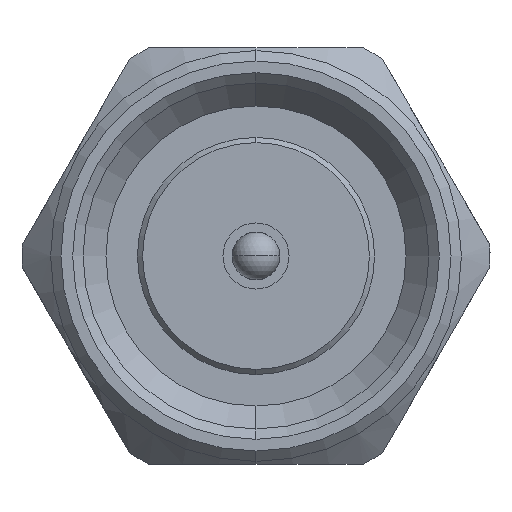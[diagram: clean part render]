
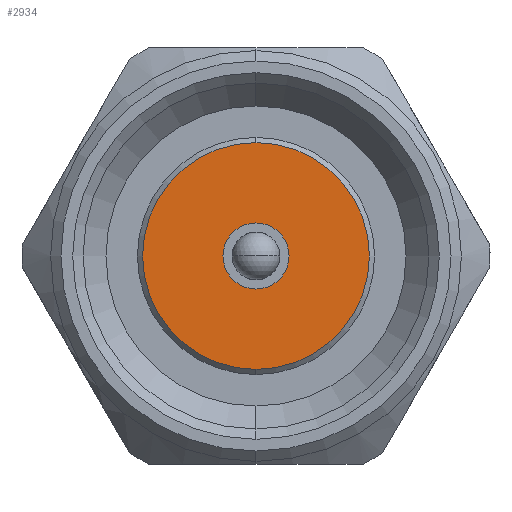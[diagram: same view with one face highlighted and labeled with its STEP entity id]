
A CAD part, left-side view. The second image highlights one B-rep face of the part: STEP entity #2934.
In plain terms, the highlighted planar face has unit normal (-1, 0, 0).
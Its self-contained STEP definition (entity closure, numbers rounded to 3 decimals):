
#172 = ORIENTED_EDGE ( 'NONE', *, *, #1202, .F. ) ;
#215 = DIRECTION ( 'NONE',  ( 0., 0., -1. ) ) ;
#229 = DIRECTION ( 'NONE',  ( 1., 0., 0. ) ) ;
#389 = VERTEX_POINT ( 'NONE', #2274 ) ;
#430 = EDGE_CURVE ( 'NONE', #2736, #2094, #1926, .T. ) ;
#516 = AXIS2_PLACEMENT_3D ( 'NONE', #1412, #2338, #215 ) ;
#534 = DIRECTION ( 'NONE',  ( 0., 0., -1. ) ) ;
#563 = EDGE_CURVE ( 'NONE', #389, #2557, #939, .T. ) ;
#732 = DIRECTION ( 'NONE',  ( 1., 0., 0. ) ) ;
#743 = FACE_OUTER_BOUND ( 'NONE', #1141, .T. ) ;
#870 = CIRCLE ( 'NONE', #1446, 0.635 ) ;
#939 = CIRCLE ( 'NONE', #2678, 0.635 ) ;
#966 = CARTESIAN_POINT ( 'NONE',  ( 3.967, 0., 0. ) ) ;
#1073 = DIRECTION ( 'NONE',  ( 0., 0., -1. ) ) ;
#1079 = CIRCLE ( 'NONE', #2823, 2.18 ) ;
#1127 = ORIENTED_EDGE ( 'NONE', *, *, #563, .T. ) ;
#1141 = EDGE_LOOP ( 'NONE', ( #2930, #172 ) ) ;
#1202 = EDGE_CURVE ( 'NONE', #2094, #2736, #1079, .T. ) ;
#1266 = DIRECTION ( 'NONE',  ( 1., 0., 0. ) ) ;
#1379 = FACE_BOUND ( 'NONE', #2284, .T. ) ;
#1412 = CARTESIAN_POINT ( 'NONE',  ( 3.967, 0., 0. ) ) ;
#1446 = AXIS2_PLACEMENT_3D ( 'NONE', #2356, #229, #1620 ) ;
#1519 = CARTESIAN_POINT ( 'NONE',  ( 3.967, 0., -2.18 ) ) ;
#1620 = DIRECTION ( 'NONE',  ( 0., 0., -1. ) ) ;
#1622 = AXIS2_PLACEMENT_3D ( 'NONE', #966, #732, #534 ) ;
#1717 = ORIENTED_EDGE ( 'NONE', *, *, #2916, .T. ) ;
#1858 = PLANE ( 'NONE',  #516 ) ;
#1926 = CIRCLE ( 'NONE', #1622, 2.18 ) ;
#2067 = CARTESIAN_POINT ( 'NONE',  ( 3.967, 0., 0. ) ) ;
#2094 = VERTEX_POINT ( 'NONE', #2350 ) ;
#2274 = CARTESIAN_POINT ( 'NONE',  ( 3.967, 0., 0.635 ) ) ;
#2284 = EDGE_LOOP ( 'NONE', ( #1717, #1127 ) ) ;
#2338 = DIRECTION ( 'NONE',  ( 1., 0., 0. ) ) ;
#2342 = CARTESIAN_POINT ( 'NONE',  ( 3.967, 0., -0.635 ) ) ;
#2350 = CARTESIAN_POINT ( 'NONE',  ( 3.967, 0., 2.18 ) ) ;
#2356 = CARTESIAN_POINT ( 'NONE',  ( 3.967, 0., 0. ) ) ;
#2472 = CARTESIAN_POINT ( 'NONE',  ( 3.967, 0., 0. ) ) ;
#2557 = VERTEX_POINT ( 'NONE', #2342 ) ;
#2678 = AXIS2_PLACEMENT_3D ( 'NONE', #2472, #1266, #1073 ) ;
#2736 = VERTEX_POINT ( 'NONE', #1519 ) ;
#2823 = AXIS2_PLACEMENT_3D ( 'NONE', #2067, #3029, #3069 ) ;
#2916 = EDGE_CURVE ( 'NONE', #2557, #389, #870, .T. ) ;
#2930 = ORIENTED_EDGE ( 'NONE', *, *, #430, .F. ) ;
#2934 = ADVANCED_FACE ( 'NONE', ( #743, #1379 ), #1858, .F. ) ;
#3029 = DIRECTION ( 'NONE',  ( 1., 0., 0. ) ) ;
#3069 = DIRECTION ( 'NONE',  ( 0., 0., -1. ) ) ;
